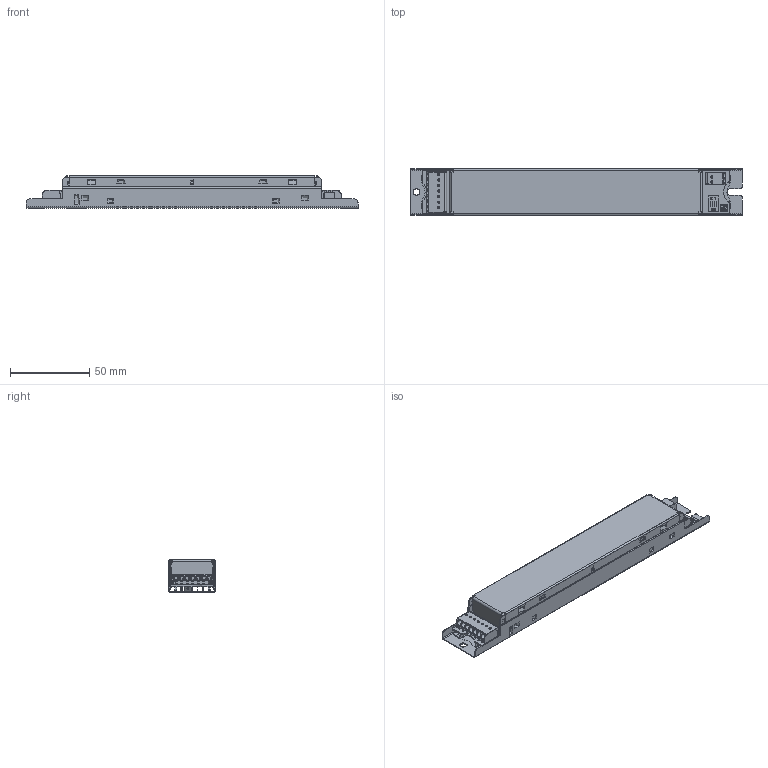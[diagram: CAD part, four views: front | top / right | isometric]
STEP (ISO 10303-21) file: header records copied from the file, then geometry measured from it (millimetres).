
FILE_DESCRIPTION(/* description */ (''),/* implementation_level */ '2;1');
FILE_NAME(/* name */ 'SH10 60W40W20W.stp',/* time_stamp */ '2025-07-16T09:05:59+08:00',/* author */ ('621233586'),/* organization */ (''),/* preprocessor_version */ 'ST-DEVELOPER v19.2',/* originating_system */ 'Autodesk Inventor 2023',/* authorisation */ '');
FILE_SCHEMA (('CONFIG_CONTROL_DESIGN'));
Products named in the file (22): Product  Assembly; 442295365441_Cover210x30x21mm_Va_20201014; 442295376892_Chassis 210x30x21mm_EL_20240626; 65W insulation foil; 60W_3D_20250401; DesignRootModel; Submodel-442240922911_part_simplified_con_wago744_fr_05p-b_m_2; Submodel-Q:LED_Drivers_NewLinear basic dali210mm_60w_20250328BLayout3
DInput_SCONNECTOR_ODD_WAGO744_7P_NOP3-5_17-06-17_6.6.xtd; CONNECTOR_ODD_WAGO744_7P_NOP3-5_17-06-17_6.6; Submodel-icct_dia010_part_simplified_tld_icct_dia010_x_1; Submodel-Q:LED_Drivers_NewLinear basic dali210mm_60w_20250328BLayout3
DInput_STESTPOINT_1MM_24-02-12_0.035.xtd; TESTPOINT_1MM_24-02-12_0.035; Submodel-242201520427_part_simplified_con_wago744_fr_02p_01s_m_2; Submodel-Q:LED_Drivers_NewLinear basic dali210mm_60w_20250328BLayout3
DInput_SCONNECTOR_ODD_WAGO744_2P_22-05-14_6.4.xtd; CONNECTOR_ODD_WAGO744_2P_22-05-14_6.4; Submodel-442295443681_part_simplified_swi_thk-phl-1446-gm_m_1; Submodel-Q:LED_Drivers_NewLinear basic dali210mm_60w_20250328BLayout3
DInput_SWITCH_RAD_TYPO_THK-PHL-1446_13-01-22_7.25.xtd; SWITCH_RAD_TYPO_THK-PHL-1446_13-01-22_7.25; Submodel-PartNo_part_simplified_barcode_057x057_silk_cl5_1; Submodel-Q:LED_Drivers_NewLinear basic dali210mm_60w_20250328BLayout3
DInput_SBARCODE_3D_057x057_V1_19-01-2013_0.05.xtd; BARCODE_3D_057x057_V1_19-01-2013_0.05; uid__7129836
Assembly tree (21 placements, depth 6):
  Product  Assembly
    442295365441_Cover210x30x21mm_Va_20201014
    442295376892_Chassis 210x30x21mm_EL_20240626
    65W insulation foil
    60W_3D_20250401
      DesignRootModel
        Submodel-442240922911_part_simplified_con_wago744_fr_05p-b_m_2
          Submodel-Q:LED_Drivers_NewLinear basic dali210mm_60w_20250328BLayout3
DInput_SCONNECTOR_ODD_WAGO744_7P_NOP3-5_17-06-17_6.6.xtd
            CONNECTOR_ODD_WAGO744_7P_NOP3-5_17-06-17_6.6
        Submodel-icct_dia010_part_simplified_tld_icct_dia010_x_1
          Submodel-Q:LED_Drivers_NewLinear basic dali210mm_60w_20250328BLayout3
DInput_STESTPOINT_1MM_24-02-12_0.035.xtd
            TESTPOINT_1MM_24-02-12_0.035
        Submodel-242201520427_part_simplified_con_wago744_fr_02p_01s_m_2
          Submodel-Q:LED_Drivers_NewLinear basic dali210mm_60w_20250328BLayout3
DInput_SCONNECTOR_ODD_WAGO744_2P_22-05-14_6.4.xtd
            CONNECTOR_ODD_WAGO744_2P_22-05-14_6.4
        Submodel-442295443681_part_simplified_swi_thk-phl-1446-gm_m_1
          Submodel-Q:LED_Drivers_NewLinear basic dali210mm_60w_20250328BLayout3
DInput_SWITCH_RAD_TYPO_THK-PHL-1446_13-01-22_7.25.xtd
            SWITCH_RAD_TYPO_THK-PHL-1446_13-01-22_7.25
        Submodel-PartNo_part_simplified_barcode_057x057_silk_cl5_1
          Submodel-Q:LED_Drivers_NewLinear basic dali210mm_60w_20250328BLayout3
DInput_SBARCODE_3D_057x057_V1_19-01-2013_0.05.xtd
            BARCODE_3D_057x057_V1_19-01-2013_0.05
        uid__7129836
Bounding box: 210 x 29.4 x 20.6 mm (x, y, z)
Volume: 19567.1 mm3; surface area: 92532.5 mm2
Topology: 37 solids, 37 shells, 1806 faces, 4668 edges, 2949 vertices
Faces by surface type: plane 1049, cylinder 481, bspline 128, torus 93, sphere 30, cone 25
Full cylindrical faces by diameter (mm): 1 x1, 1.1 x9, 1.6 x1
Entity records: 61537 total; most frequent: CARTESIAN_POINT 16469, ORIENTED_EDGE 9288, DIRECTION 9046, EDGE_CURVE 4644, LINE 3184, VECTOR 3184, VERTEX_POINT 2949, AXIS2_PLACEMENT_3D 2931
